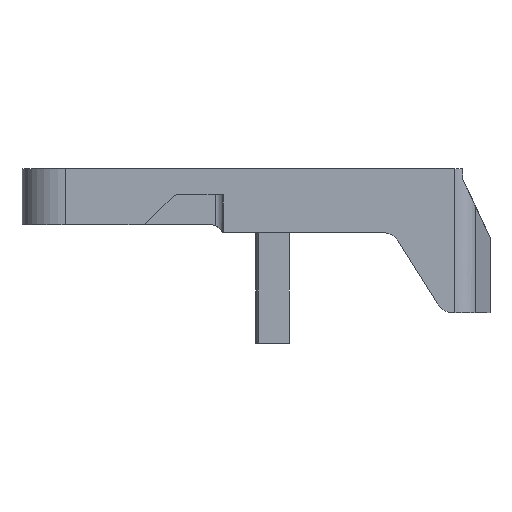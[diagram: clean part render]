
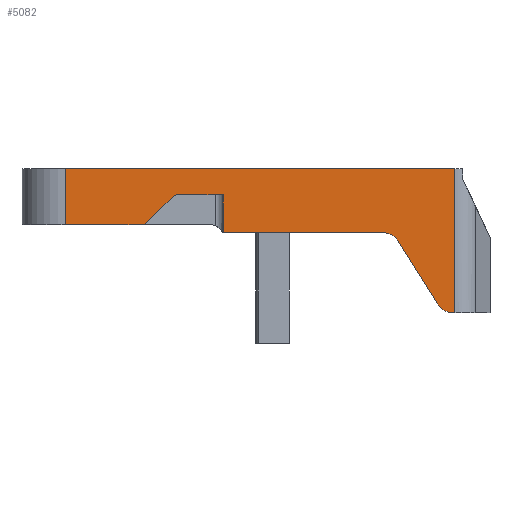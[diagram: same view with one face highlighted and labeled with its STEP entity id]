
A CAD part, left-side view. The second image highlights one B-rep face of the part: STEP entity #5082.
In plain terms, the highlighted planar face has unit normal (-1, 0, 0).
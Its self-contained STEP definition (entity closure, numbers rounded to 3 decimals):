
#14 = CARTESIAN_POINT ( 'NONE',  ( -27.5, -17.287, -8.5 ) ) ;
#31 = DIRECTION ( 'NONE',  ( -1., 0., 0. ) ) ;
#67 = EDGE_CURVE ( 'NONE', #5212, #3353, #2620, .T. ) ;
#72 = VECTOR ( 'NONE', #4254, 1000. ) ;
#89 = VERTEX_POINT ( 'NONE', #14 ) ;
#294 = DIRECTION ( 'NONE',  ( 1., 0., 0. ) ) ;
#385 = CARTESIAN_POINT ( 'NONE',  ( -27.5, 67., -6.5 ) ) ;
#412 = CARTESIAN_POINT ( 'NONE',  ( -27.5, -36.578, -29.85 ) ) ;
#490 = DIRECTION ( 'NONE',  ( 0., 0., -1. ) ) ;
#513 = CARTESIAN_POINT ( 'NONE',  ( -27.5, -36.578, 8.5 ) ) ;
#526 = ORIENTED_EDGE ( 'NONE', *, *, #2235, .T. ) ;
#641 = VERTEX_POINT ( 'NONE', #4406 ) ;
#716 = DIRECTION ( 'NONE',  ( 0., -1., 0. ) ) ;
#765 = DIRECTION ( 'NONE',  ( 0., 1., 0. ) ) ;
#834 = DIRECTION ( 'NONE',  ( 0., 1., 0. ) ) ;
#847 = CARTESIAN_POINT ( 'NONE',  ( -27.5, 37.172, 1.5 ) ) ;
#1023 = DIRECTION ( 'NONE',  ( 1., 0., 0. ) ) ;
#1051 = DIRECTION ( 'NONE',  ( 0., 0., 1. ) ) ;
#1153 = CARTESIAN_POINT ( 'NONE',  ( -27.5, -36.578, 1.973 ) ) ;
#1399 = CARTESIAN_POINT ( 'NONE',  ( -27.5, -31.931, -27.5 ) ) ;
#1435 = CIRCLE ( 'NONE', #4341, 2. ) ;
#1440 = ORIENTED_EDGE ( 'NONE', *, *, #3578, .T. ) ;
#1510 = CARTESIAN_POINT ( 'NONE',  ( -27.5, 25., 1.5 ) ) ;
#1567 = DIRECTION ( 'NONE',  ( 0., 1., 0. ) ) ;
#1647 = DIRECTION ( 'NONE',  ( 0., 1., 0. ) ) ;
#1801 = LINE ( 'NONE', #4019, #3177 ) ;
#1931 = DIRECTION ( 'NONE',  ( 1., 0., 0. ) ) ;
#1960 = VECTOR ( 'NONE', #3969, 1000. ) ;
#1999 = CARTESIAN_POINT ( 'NONE',  ( -27.5, -40.4, -29.85 ) ) ;
#2030 = CARTESIAN_POINT ( 'NONE',  ( -27.5, -33.4, -29.85 ) ) ;
#2165 = AXIS2_PLACEMENT_3D ( 'NONE', #5334, #294, #5841 ) ;
#2215 = EDGE_CURVE ( 'NONE', #6862, #4138, #4361, .T. ) ;
#2235 = EDGE_CURVE ( 'NONE', #641, #89, #4400, .T. ) ;
#2315 = AXIS2_PLACEMENT_3D ( 'NONE', #3556, #6838, #765 ) ;
#2501 = LINE ( 'NONE', #1510, #7035 ) ;
#2596 = EDGE_CURVE ( 'NONE', #89, #6862, #6108, .T. ) ;
#2598 = EDGE_CURVE ( 'NONE', #6716, #6771, #2501, .T. ) ;
#2614 = LINE ( 'NONE', #6542, #6731 ) ;
#2620 = LINE ( 'NONE', #3162, #2745 ) ;
#2660 = VECTOR ( 'NONE', #7023, 1000. ) ;
#2723 = CARTESIAN_POINT ( 'NONE',  ( -27.5, 35., -8.5 ) ) ;
#2745 = VECTOR ( 'NONE', #490, 1000. ) ;
#2774 = AXIS2_PLACEMENT_3D ( 'NONE', #3606, #1931, #4630 ) ;
#2793 = CARTESIAN_POINT ( 'NONE',  ( -27.5, 46.828, -6.5 ) ) ;
#2808 = ORIENTED_EDGE ( 'NONE', *, *, #4106, .F. ) ;
#2847 = ORIENTED_EDGE ( 'NONE', *, *, #4915, .T. ) ;
#2877 = CARTESIAN_POINT ( 'NONE',  ( -27.5, 46., -6.5 ) ) ;
#3034 = ORIENTED_EDGE ( 'NONE', *, *, #67, .T. ) ;
#3103 = VERTEX_POINT ( 'NONE', #3311 ) ;
#3162 = CARTESIAN_POINT ( 'NONE',  ( -27.5, 67., -8.5 ) ) ;
#3177 = VECTOR ( 'NONE', #716, 1000. ) ;
#3311 = CARTESIAN_POINT ( 'NONE',  ( -27.5, 38.586, 0.914 ) ) ;
#3353 = VERTEX_POINT ( 'NONE', #385 ) ;
#3556 = CARTESIAN_POINT ( 'NONE',  ( -27.5, -36.172, -24.85 ) ) ;
#3578 = EDGE_CURVE ( 'NONE', #3103, #6771, #1435, .T. ) ;
#3606 = CARTESIAN_POINT ( 'NONE',  ( -27.5, 35., 8.5 ) ) ;
#3892 = ORIENTED_EDGE ( 'NONE', *, *, #6073, .T. ) ;
#3969 = DIRECTION ( 'NONE',  ( 0., -0.707, 0.707 ) ) ;
#4019 = CARTESIAN_POINT ( 'NONE',  ( -27.5, 35., 8.5 ) ) ;
#4106 = EDGE_CURVE ( 'NONE', #5212, #5747, #1801, .T. ) ;
#4138 = VERTEX_POINT ( 'NONE', #1399 ) ;
#4163 = ORIENTED_EDGE ( 'NONE', *, *, #5452, .T. ) ;
#4234 = EDGE_CURVE ( 'NONE', #5597, #5747, #6139, .T. ) ;
#4254 = DIRECTION ( 'NONE',  ( 0., -0.53, -0.848 ) ) ;
#4284 = DIRECTION ( 'NONE',  ( 0., 0., -1. ) ) ;
#4302 = CARTESIAN_POINT ( 'NONE',  ( -27.5, -36.172, -29.85 ) ) ;
#4341 = AXIS2_PLACEMENT_3D ( 'NONE', #7130, #1023, #4365 ) ;
#4361 = LINE ( 'NONE', #2030, #72 ) ;
#4365 = DIRECTION ( 'NONE',  ( 0., 1., 0. ) ) ;
#4400 = LINE ( 'NONE', #2723, #6567 ) ;
#4406 = CARTESIAN_POINT ( 'NONE',  ( -27.5, 25., -8.5 ) ) ;
#4584 = VERTEX_POINT ( 'NONE', #2793 ) ;
#4630 = DIRECTION ( 'NONE',  ( 0., 1., 0. ) ) ;
#4653 = CIRCLE ( 'NONE', #5926, 2. ) ;
#4845 = LINE ( 'NONE', #1999, #2660 ) ;
#4915 = EDGE_CURVE ( 'NONE', #6590, #3103, #6632, .T. ) ;
#4917 = CARTESIAN_POINT ( 'NONE',  ( -27.5, 67., 8.5 ) ) ;
#4964 = VECTOR ( 'NONE', #1567, 1000. ) ;
#5082 = ADVANCED_FACE ( 'NONE', ( #6920 ), #5165, .F. ) ;
#5112 = EDGE_LOOP ( 'NONE', ( #6358, #3892, #2847, #1440, #6164, #6641, #526, #6080, #5812, #4163, #5132, #5783, #2808, #3034 ) ) ;
#5132 = ORIENTED_EDGE ( 'NONE', *, *, #5220, .T. ) ;
#5165 = PLANE ( 'NONE',  #2774 ) ;
#5212 = VERTEX_POINT ( 'NONE', #4917 ) ;
#5220 = EDGE_CURVE ( 'NONE', #6501, #5597, #4845, .T. ) ;
#5334 = CARTESIAN_POINT ( 'NONE',  ( -27.5, -17.287, -13.5 ) ) ;
#5392 = LINE ( 'NONE', #6958, #4964 ) ;
#5452 = EDGE_CURVE ( 'NONE', #4138, #6501, #6499, .T. ) ;
#5597 = VERTEX_POINT ( 'NONE', #412 ) ;
#5620 = EDGE_CURVE ( 'NONE', #6716, #641, #2614, .T. ) ;
#5747 = VERTEX_POINT ( 'NONE', #513 ) ;
#5783 = ORIENTED_EDGE ( 'NONE', *, *, #4234, .T. ) ;
#5812 = ORIENTED_EDGE ( 'NONE', *, *, #2215, .T. ) ;
#5841 = DIRECTION ( 'NONE',  ( 0., 1., 0. ) ) ;
#5926 = AXIS2_PLACEMENT_3D ( 'NONE', #6533, #31, #1647 ) ;
#6073 = EDGE_CURVE ( 'NONE', #4584, #6590, #4653, .T. ) ;
#6080 = ORIENTED_EDGE ( 'NONE', *, *, #2596, .T. ) ;
#6108 = CIRCLE ( 'NONE', #2165, 5. ) ;
#6139 = LINE ( 'NONE', #1153, #6848 ) ;
#6164 = ORIENTED_EDGE ( 'NONE', *, *, #2598, .F. ) ;
#6190 = CARTESIAN_POINT ( 'NONE',  ( -27.5, 25., 1.5 ) ) ;
#6358 = ORIENTED_EDGE ( 'NONE', *, *, #6427, .F. ) ;
#6427 = EDGE_CURVE ( 'NONE', #4584, #3353, #5392, .T. ) ;
#6499 = CIRCLE ( 'NONE', #2315, 5. ) ;
#6501 = VERTEX_POINT ( 'NONE', #4302 ) ;
#6533 = CARTESIAN_POINT ( 'NONE',  ( -27.5, 46.828, -4.5 ) ) ;
#6542 = CARTESIAN_POINT ( 'NONE',  ( -27.5, 25., 1.5 ) ) ;
#6567 = VECTOR ( 'NONE', #6622, 1000. ) ;
#6590 = VERTEX_POINT ( 'NONE', #6662 ) ;
#6622 = DIRECTION ( 'NONE',  ( 0., -1., 0. ) ) ;
#6632 = LINE ( 'NONE', #2877, #1960 ) ;
#6641 = ORIENTED_EDGE ( 'NONE', *, *, #5620, .T. ) ;
#6662 = CARTESIAN_POINT ( 'NONE',  ( -27.5, 45.414, -5.914 ) ) ;
#6716 = VERTEX_POINT ( 'NONE', #6190 ) ;
#6731 = VECTOR ( 'NONE', #4284, 1000. ) ;
#6771 = VERTEX_POINT ( 'NONE', #847 ) ;
#6838 = DIRECTION ( 'NONE',  ( -1., 0., 0. ) ) ;
#6848 = VECTOR ( 'NONE', #1051, 1000. ) ;
#6862 = VERTEX_POINT ( 'NONE', #7161 ) ;
#6920 = FACE_OUTER_BOUND ( 'NONE', #5112, .T. ) ;
#6958 = CARTESIAN_POINT ( 'NONE',  ( -27.5, 25., -6.5 ) ) ;
#7023 = DIRECTION ( 'NONE',  ( 0., -1., 0. ) ) ;
#7035 = VECTOR ( 'NONE', #834, 1000. ) ;
#7130 = CARTESIAN_POINT ( 'NONE',  ( -27.5, 37.172, -0.5 ) ) ;
#7161 = CARTESIAN_POINT ( 'NONE',  ( -27.5, -21.528, -10.85 ) ) ;
